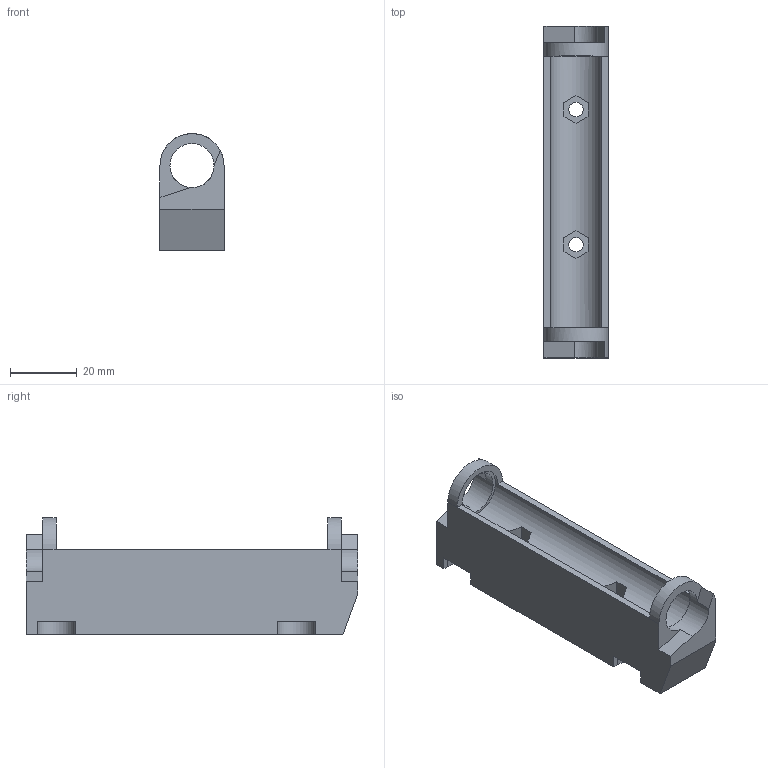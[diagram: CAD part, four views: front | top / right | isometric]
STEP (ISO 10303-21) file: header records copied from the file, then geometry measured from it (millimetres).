
FILE_DESCRIPTION(/* description */ (''),/* implementation_level */ '2;1');
FILE_NAME(/* name */ 'V05-06-01-03 - Inner spool holder mount part B.step',/* time_stamp */ '2021-09-11T22:45:47+03:00',/* author */ (''),/* organization */ (''),/* preprocessor_version */ 'ST-DEVELOPER v18.1',/* originating_system */ 'Autodesk Translation Framework v10.10.0.1391',/* authorisation */ '');
FILE_SCHEMA (('AUTOMOTIVE_DESIGN { 1 0 10303 214 3 1 1 }'));
Length unit declared in the file: millimetre
Products named in the file (1): V05-06-01-03 - Inner spool holder mount part B
Bounding box: 19.2 x 99.5 x 35.01 mm (x, y, z)
Volume: 37622.2 mm3; surface area: 11929.2 mm2
Topology: 1 solids, 1 shells, 47 faces, 129 edges, 84 vertices
Faces by surface type: plane 38, cylinder 9
Full cylindrical faces by diameter (mm): 4.3 x2, 13.2 x2, 15.2 x1
Entity records: 1545 total; most frequent: CARTESIAN_POINT 261, DIRECTION 259, ORIENTED_EDGE 258, EDGE_CURVE 129, LINE 95, VECTOR 95, VERTEX_POINT 84, AXIS2_PLACEMENT_3D 82
